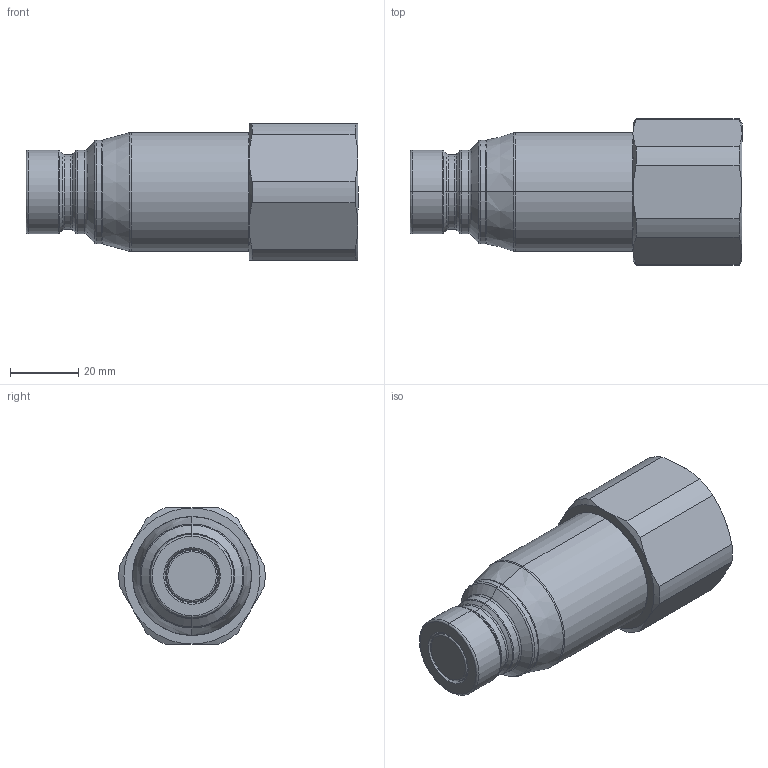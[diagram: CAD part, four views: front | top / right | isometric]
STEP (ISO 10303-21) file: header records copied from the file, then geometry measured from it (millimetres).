
FILE_DESCRIPTION (( 'STEP AP203' ), '1' );
FILE_NAME ('FEC-502-8FB.STEP', '2013-05-29T13:30:30', ( 'admin' ), ( '' ), 'SwSTEP 2.0', 'SolidWorks 2009', '' );
FILE_SCHEMA (( 'CONFIG_CONTROL_DESIGN' ));
Length unit declared in the file: millimetre
Products named in the file (1): FEC-502-8FB
Bounding box: 97.6 x 42.95 x 40 mm (x, y, z)
Volume: 90546.7 mm3; surface area: 13985.4 mm2
Topology: 1 solids, 1 shells, 79 faces, 166 edges, 94 vertices
Faces by surface type: cone 26, torus 20, cylinder 20, plane 13
Entity records: 2259 total; most frequent: CARTESIAN_POINT 468, DIRECTION 404, ORIENTED_EDGE 332, AXIS2_PLACEMENT_3D 182, EDGE_CURVE 166, CIRCLE 102, VERTEX_POINT 94, EDGE_LOOP 84
